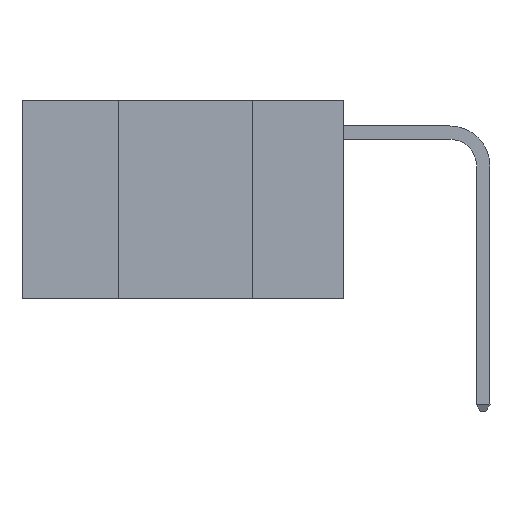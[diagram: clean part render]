
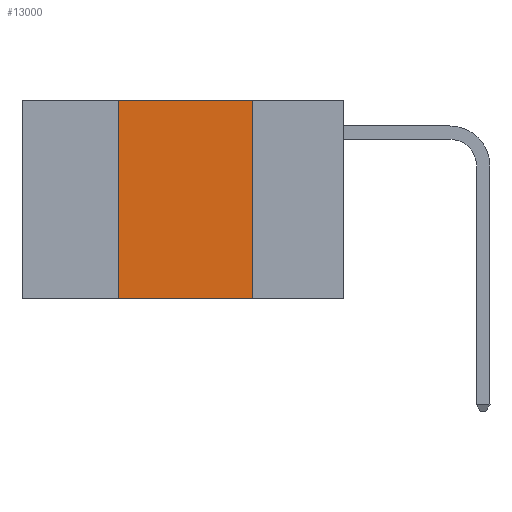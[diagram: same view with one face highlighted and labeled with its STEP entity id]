
A CAD part, left-side view. The second image highlights one B-rep face of the part: STEP entity #13000.
In plain terms, the highlighted planar face has unit normal (-1, 0, 0).
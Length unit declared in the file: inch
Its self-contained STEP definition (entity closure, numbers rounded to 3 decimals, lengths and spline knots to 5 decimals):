
#132 = CARTESIAN_POINT ( 'NONE',  ( 0., 0.6, 0. ) ) ;
#991 = CARTESIAN_POINT ( 'NONE',  ( 0., 0.6, -0.37 ) ) ;
#1087 = EDGE_CURVE ( 'NONE', #1850, #5695, #14894, .T. ) ;
#1721 = LINE ( 'NONE', #132, #16005 ) ;
#1850 = VERTEX_POINT ( 'NONE', #3240 ) ;
#2018 = ORIENTED_EDGE ( 'NONE', *, *, #5107, .F. ) ;
#2171 = EDGE_CURVE ( 'NONE', #9109, #5695, #15496, .T. ) ;
#2193 = EDGE_LOOP ( 'NONE', ( #8336, #5440, #2018, #17572 ) ) ;
#2686 = DIRECTION ( 'NONE',  ( 0., 0., -1. ) ) ;
#3010 = DIRECTION ( 'NONE',  ( 0., -1., 0. ) ) ;
#3137 = DIRECTION ( 'NONE',  ( 0., 0., 1. ) ) ;
#3148 = CARTESIAN_POINT ( 'NONE',  ( 0., 0.42, -0.37 ) ) ;
#3240 = CARTESIAN_POINT ( 'NONE',  ( 0., 0.17, 0. ) ) ;
#5107 = EDGE_CURVE ( 'NONE', #9109, #16639, #10379, .T. ) ;
#5440 = ORIENTED_EDGE ( 'NONE', *, *, #15312, .F. ) ;
#5625 = CARTESIAN_POINT ( 'NONE',  ( 0., 0.17, 0. ) ) ;
#5695 = VERTEX_POINT ( 'NONE', #8394 ) ;
#7000 = CARTESIAN_POINT ( 'NONE',  ( 0., 0.6, 0. ) ) ;
#8336 = ORIENTED_EDGE ( 'NONE', *, *, #1087, .F. ) ;
#8394 = CARTESIAN_POINT ( 'NONE',  ( 0., 0.17, -0.37 ) ) ;
#8938 = CARTESIAN_POINT ( 'NONE',  ( 0., 0.42, 0. ) ) ;
#9109 = VERTEX_POINT ( 'NONE', #3148 ) ;
#10379 = LINE ( 'NONE', #11715, #17803 ) ;
#11223 = PLANE ( 'NONE',  #12336 ) ;
#11276 = DIRECTION ( 'NONE',  ( 1., 0., 0. ) ) ;
#11715 = CARTESIAN_POINT ( 'NONE',  ( 0., 0.42, 0. ) ) ;
#11769 = VECTOR ( 'NONE', #15294, 39.37008 ) ;
#12336 = AXIS2_PLACEMENT_3D ( 'NONE', #7000, #11276, #2686 ) ;
#13000 = ADVANCED_FACE ( 'NONE', ( #13496 ), #11223, .F. ) ;
#13496 = FACE_OUTER_BOUND ( 'NONE', #2193, .T. ) ;
#14019 = VECTOR ( 'NONE', #16897, 39.37008 ) ;
#14894 = LINE ( 'NONE', #5625, #14019 ) ;
#15294 = DIRECTION ( 'NONE',  ( 0., -1., 0. ) ) ;
#15312 = EDGE_CURVE ( 'NONE', #16639, #1850, #1721, .T. ) ;
#15496 = LINE ( 'NONE', #991, #11769 ) ;
#16005 = VECTOR ( 'NONE', #3010, 39.37008 ) ;
#16639 = VERTEX_POINT ( 'NONE', #8938 ) ;
#16897 = DIRECTION ( 'NONE',  ( 0., 0., -1. ) ) ;
#17572 = ORIENTED_EDGE ( 'NONE', *, *, #2171, .T. ) ;
#17803 = VECTOR ( 'NONE', #3137, 39.37008 ) ;
